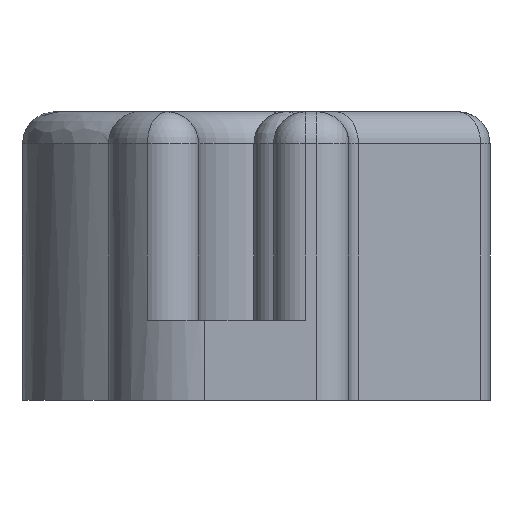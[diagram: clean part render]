
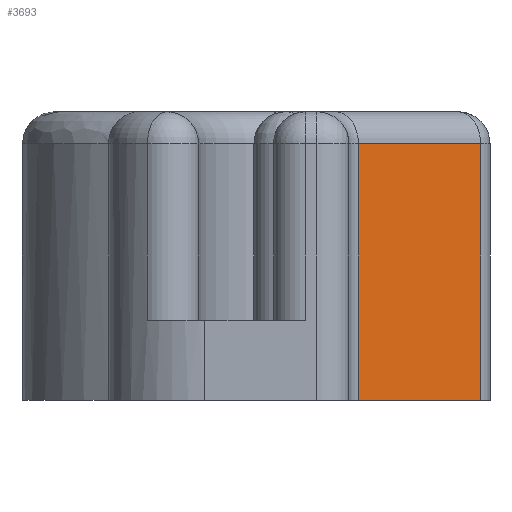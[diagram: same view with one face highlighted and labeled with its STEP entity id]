
A CAD part, front view. The second image highlights one B-rep face of the part: STEP entity #3693.
In plain terms, the highlighted planar face has unit normal (0.707, -0.707, 0).
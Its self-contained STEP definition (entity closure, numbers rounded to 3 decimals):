
#126 = PLANE('',#127);
#127 = AXIS2_PLACEMENT_3D('',#128,#129,#130);
#128 = CARTESIAN_POINT('',(1.522,0.,0.));
#129 = DIRECTION('',(0.,0.,-1.));
#130 = DIRECTION('',(0.,-1.,0.));
#811 = VERTEX_POINT('',#812);
#812 = CARTESIAN_POINT('',(8.307,-14.293,
    0.));
#827 = CYLINDRICAL_SURFACE('',#828,1.);
#828 = AXIS2_PLACEMENT_3D('',#829,#830,#831);
#829 = CARTESIAN_POINT('',(7.6,-13.586,0.));
#830 = DIRECTION('',(0.,0.,1.));
#831 = DIRECTION('',(1.,0.,0.));
#839 = EDGE_CURVE('',#840,#811,#842,.T.);
#840 = VERTEX_POINT('',#841);
#841 = CARTESIAN_POINT('',(4.493,-18.107,
    0.));
#842 = SURFACE_CURVE('',#843,(#847,#854),.PCURVE_S1.);
#843 = LINE('',#844,#845);
#844 = CARTESIAN_POINT('',(4.2,-18.4,0.));
#845 = VECTOR('',#846,1.);
#846 = DIRECTION('',(0.707,0.707,0.));
#847 = PCURVE('',#126,#848);
#848 = DEFINITIONAL_REPRESENTATION('',(#849),#853);
#849 = LINE('',#850,#851);
#850 = CARTESIAN_POINT('',(18.4,-2.678));
#851 = VECTOR('',#852,1.);
#852 = DIRECTION('',(-0.707,-0.707));
#853 = ( GEOMETRIC_REPRESENTATION_CONTEXT(2) 
PARAMETRIC_REPRESENTATION_CONTEXT() REPRESENTATION_CONTEXT('2D SPACE',''
  ) );
#854 = PCURVE('',#855,#860);
#855 = PLANE('',#856);
#856 = AXIS2_PLACEMENT_3D('',#857,#858,#859);
#857 = CARTESIAN_POINT('',(4.2,-18.4,0.));
#858 = DIRECTION('',(0.707,-0.707,0.));
#859 = DIRECTION('',(-0.707,-0.707,0.));
#860 = DEFINITIONAL_REPRESENTATION('',(#861),#865);
#861 = LINE('',#862,#863);
#862 = CARTESIAN_POINT('',(-0.,0.));
#863 = VECTOR('',#864,1.);
#864 = DIRECTION('',(-1.,0.));
#865 = ( GEOMETRIC_REPRESENTATION_CONTEXT(2) 
PARAMETRIC_REPRESENTATION_CONTEXT() REPRESENTATION_CONTEXT('2D SPACE',''
  ) );
#888 = CYLINDRICAL_SURFACE('',#889,1.);
#889 = AXIS2_PLACEMENT_3D('',#890,#891,#892);
#890 = CARTESIAN_POINT('',(5.2,-18.814,0.));
#891 = DIRECTION('',(0.,0.,1.));
#892 = DIRECTION('',(-0.707,0.707,0.)
  );
#3564 = EDGE_CURVE('',#811,#3565,#3567,.T.);
#3565 = VERTEX_POINT('',#3566);
#3566 = CARTESIAN_POINT('',(8.307,-14.293,8.));
#3567 = SURFACE_CURVE('',#3568,(#3572,#3579),.PCURVE_S1.);
#3568 = LINE('',#3569,#3570);
#3569 = CARTESIAN_POINT('',(8.307,-14.293,0.));
#3570 = VECTOR('',#3571,1.);
#3571 = DIRECTION('',(0.,0.,1.));
#3572 = PCURVE('',#827,#3573);
#3573 = DEFINITIONAL_REPRESENTATION('',(#3574),#3578);
#3574 = LINE('',#3575,#3576);
#3575 = CARTESIAN_POINT('',(-0.785,0.));
#3576 = VECTOR('',#3577,1.);
#3577 = DIRECTION('',(-0.,1.));
#3578 = ( GEOMETRIC_REPRESENTATION_CONTEXT(2) 
PARAMETRIC_REPRESENTATION_CONTEXT() REPRESENTATION_CONTEXT('2D SPACE',''
  ) );
#3579 = PCURVE('',#855,#3580);
#3580 = DEFINITIONAL_REPRESENTATION('',(#3581),#3585);
#3581 = LINE('',#3582,#3583);
#3582 = CARTESIAN_POINT('',(-5.808,0.));
#3583 = VECTOR('',#3584,1.);
#3584 = DIRECTION('',(0.,-1.));
#3585 = ( GEOMETRIC_REPRESENTATION_CONTEXT(2) 
PARAMETRIC_REPRESENTATION_CONTEXT() REPRESENTATION_CONTEXT('2D SPACE',''
  ) );
#3693 = ADVANCED_FACE('',(#3694),#855,.T.);
#3694 = FACE_BOUND('',#3695,.F.);
#3695 = EDGE_LOOP('',(#3696,#3697,#3720,#3746));
#3696 = ORIENTED_EDGE('',*,*,#839,.F.);
#3697 = ORIENTED_EDGE('',*,*,#3698,.T.);
#3698 = EDGE_CURVE('',#840,#3699,#3701,.T.);
#3699 = VERTEX_POINT('',#3700);
#3700 = CARTESIAN_POINT('',(4.493,-18.107,8.));
#3701 = SURFACE_CURVE('',#3702,(#3706,#3713),.PCURVE_S1.);
#3702 = LINE('',#3703,#3704);
#3703 = CARTESIAN_POINT('',(4.493,-18.107,0.));
#3704 = VECTOR('',#3705,1.);
#3705 = DIRECTION('',(0.,0.,1.));
#3706 = PCURVE('',#855,#3707);
#3707 = DEFINITIONAL_REPRESENTATION('',(#3708),#3712);
#3708 = LINE('',#3709,#3710);
#3709 = CARTESIAN_POINT('',(-0.414,0.));
#3710 = VECTOR('',#3711,1.);
#3711 = DIRECTION('',(0.,-1.));
#3712 = ( GEOMETRIC_REPRESENTATION_CONTEXT(2) 
PARAMETRIC_REPRESENTATION_CONTEXT() REPRESENTATION_CONTEXT('2D SPACE',''
  ) );
#3713 = PCURVE('',#888,#3714);
#3714 = DEFINITIONAL_REPRESENTATION('',(#3715),#3719);
#3715 = LINE('',#3716,#3717);
#3716 = CARTESIAN_POINT('',(0.,0.));
#3717 = VECTOR('',#3718,1.);
#3718 = DIRECTION('',(0.,1.));
#3719 = ( GEOMETRIC_REPRESENTATION_CONTEXT(2) 
PARAMETRIC_REPRESENTATION_CONTEXT() REPRESENTATION_CONTEXT('2D SPACE',''
  ) );
#3720 = ORIENTED_EDGE('',*,*,#3721,.T.);
#3721 = EDGE_CURVE('',#3699,#3565,#3722,.T.);
#3722 = SURFACE_CURVE('',#3723,(#3727,#3734),.PCURVE_S1.);
#3723 = LINE('',#3724,#3725);
#3724 = CARTESIAN_POINT('',(4.2,-18.4,8.));
#3725 = VECTOR('',#3726,1.);
#3726 = DIRECTION('',(0.707,0.707,0.));
#3727 = PCURVE('',#855,#3728);
#3728 = DEFINITIONAL_REPRESENTATION('',(#3729),#3733);
#3729 = LINE('',#3730,#3731);
#3730 = CARTESIAN_POINT('',(0.,-8.));
#3731 = VECTOR('',#3732,1.);
#3732 = DIRECTION('',(-1.,0.));
#3733 = ( GEOMETRIC_REPRESENTATION_CONTEXT(2) 
PARAMETRIC_REPRESENTATION_CONTEXT() REPRESENTATION_CONTEXT('2D SPACE',''
  ) );
#3734 = PCURVE('',#3735,#3740);
#3735 = CYLINDRICAL_SURFACE('',#3736,1.);
#3736 = AXIS2_PLACEMENT_3D('',#3737,#3738,#3739);
#3737 = CARTESIAN_POINT('',(3.493,-17.693,8.));
#3738 = DIRECTION('',(0.707,0.707,0.));
#3739 = DIRECTION('',(0.707,-0.707,0.));
#3740 = DEFINITIONAL_REPRESENTATION('',(#3741),#3745);
#3741 = LINE('',#3742,#3743);
#3742 = CARTESIAN_POINT('',(-0.,0.));
#3743 = VECTOR('',#3744,1.);
#3744 = DIRECTION('',(-0.,1.));
#3745 = ( GEOMETRIC_REPRESENTATION_CONTEXT(2) 
PARAMETRIC_REPRESENTATION_CONTEXT() REPRESENTATION_CONTEXT('2D SPACE',''
  ) );
#3746 = ORIENTED_EDGE('',*,*,#3564,.F.);
